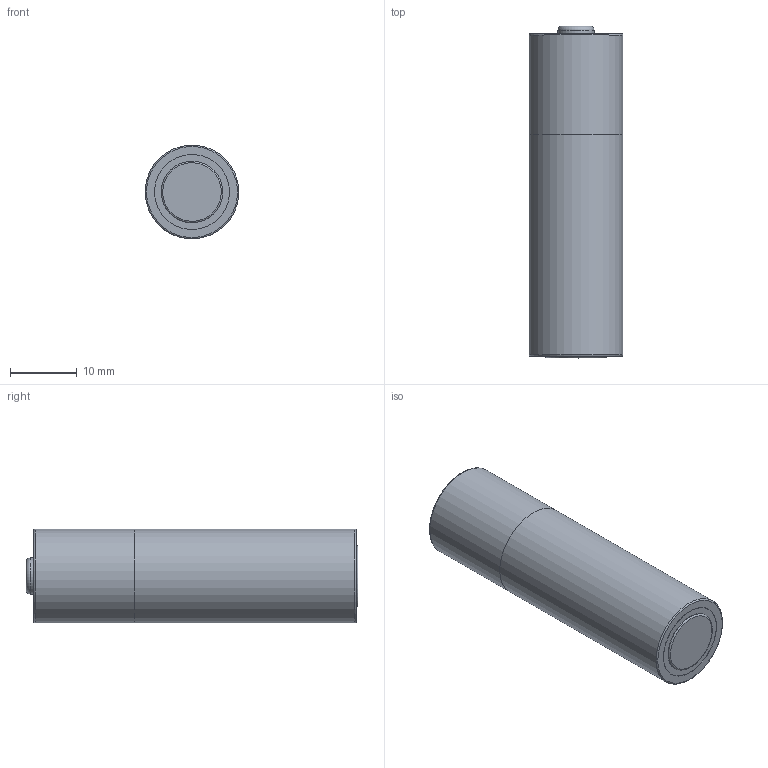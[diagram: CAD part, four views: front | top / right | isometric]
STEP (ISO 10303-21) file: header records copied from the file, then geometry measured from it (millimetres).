
FILE_DESCRIPTION(/* description */ (''),/* implementation_level */ '2;1');
FILE_NAME(/* name */ 'battery v5.step',/* time_stamp */ '2018-07-10T21:50:53+03:00',/* author */ (''),/* organization */ (''),/* preprocessor_version */ 'ST-DEVELOPER v17',/* originating_system */ 'Autodesk Translation Framework v7.1.0.215',/* authorisation */ '');
FILE_SCHEMA (('AUTOMOTIVE_DESIGN { 1 0 10303 214 3 1 1 }'));
Length unit declared in the file: millimetre
Products named in the file (1): battery
Bounding box: 13.96 x 49.6 x 13.96 mm (x, y, z)
Volume: 7455.1 mm3; surface area: 2445.4 mm2
Topology: 1 solids, 1 shells, 16 faces, 33 edges, 23 vertices
Faces by surface type: cylinder 6, plane 6, torus 4
Full cylindrical faces by diameter (mm): 5.4 x1, 9.2 x1, 11.2 x2, 14 x2
Entity records: 525 total; most frequent: DIRECTION 94, CARTESIAN_POINT 73, ORIENTED_EDGE 66, AXIS2_PLACEMENT_3D 44, EDGE_CURVE 33, CIRCLE 27, VERTEX_POINT 23, EDGE_LOOP 20
